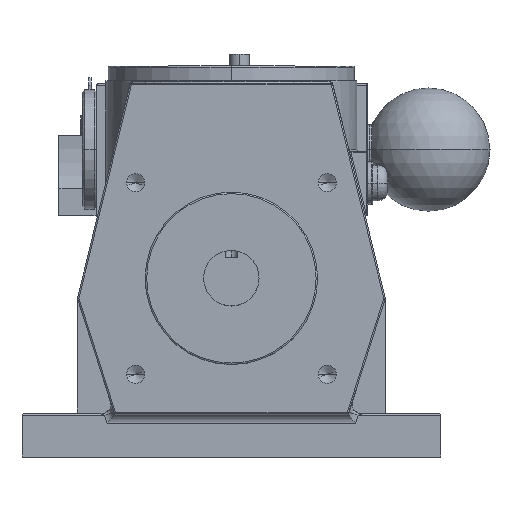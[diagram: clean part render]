
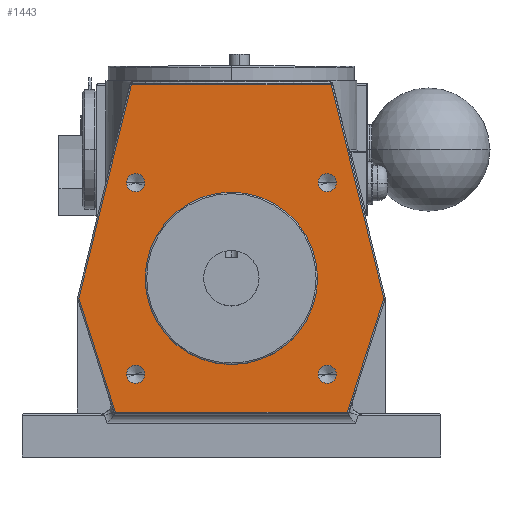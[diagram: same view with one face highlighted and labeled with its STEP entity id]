
A CAD part, top view. The second image highlights one B-rep face of the part: STEP entity #1443.
In plain terms, the highlighted planar face has unit normal (0, 0, 1).
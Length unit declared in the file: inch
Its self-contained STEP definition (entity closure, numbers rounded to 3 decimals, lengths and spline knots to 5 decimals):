
#2 = AXIS2_PLACEMENT_3D ( 'NONE', #10221, #10232, #10233 ) ;
#251 = VERTEX_POINT ( 'NONE', #4505 ) ;
#252 = VERTEX_POINT ( 'NONE', #4506 ) ;
#255 = VERTEX_POINT ( 'NONE', #4509 ) ;
#256 = VERTEX_POINT ( 'NONE', #4510 ) ;
#259 = VERTEX_POINT ( 'NONE', #4513 ) ;
#260 = VERTEX_POINT ( 'NONE', #4514 ) ;
#263 = VERTEX_POINT ( 'NONE', #4517 ) ;
#264 = VERTEX_POINT ( 'NONE', #4518 ) ;
#265 = VERTEX_POINT ( 'NONE', #4519 ) ;
#266 = VERTEX_POINT ( 'NONE', #4520 ) ;
#494 = VERTEX_POINT ( 'NONE', #4748 ) ;
#495 = VERTEX_POINT ( 'NONE', #4749 ) ;
#496 = VERTEX_POINT ( 'NONE', #4750 ) ;
#497 = VERTEX_POINT ( 'NONE', #4751 ) ;
#498 = VERTEX_POINT ( 'NONE', #4752 ) ;
#499 = VERTEX_POINT ( 'NONE', #4753 ) ;
#677 = EDGE_CURVE ( 'NONE', #265, #266, #3185, .T. ) ;
#799 = EDGE_CURVE ( 'NONE', #251, #252, #5601, .T. ) ;
#806 = EDGE_CURVE ( 'NONE', #255, #256, #5611, .T. ) ;
#807 = EDGE_CURVE ( 'NONE', #259, #260, #5613, .T. ) ;
#811 = EDGE_CURVE ( 'NONE', #263, #264, #5619, .T. ) ;
#1443 = ADVANCED_FACE ( 'NONE', ( #6106, #9296, #9298, #9300, #6108, #6110 ), #9156, .T. ) ;
#1602 = EDGE_LOOP ( 'NONE', ( #2821, #2822, #2823, #2824, #2825, #2826 ) ) ;
#1603 = EDGE_LOOP ( 'NONE', ( #2827, #2828 ) ) ;
#1605 = EDGE_LOOP ( 'NONE', ( #2829, #2830 ) ) ;
#1606 = EDGE_LOOP ( 'NONE', ( #2831, #2832 ) ) ;
#1607 = EDGE_LOOP ( 'NONE', ( #2833, #2834 ) ) ;
#1608 = EDGE_LOOP ( 'NONE', ( #2835, #2836 ) ) ;
#2694 = EDGE_CURVE ( 'NONE', #496, #497, #9691, .T. ) ;
#2702 = EDGE_CURVE ( 'NONE', #499, #494, #9695, .T. ) ;
#2703 = EDGE_CURVE ( 'NONE', #266, #265, #9703, .T. ) ;
#2709 = EDGE_CURVE ( 'NONE', #498, #499, #9704, .T. ) ;
#2710 = EDGE_CURVE ( 'NONE', #264, #263, #9713, .T. ) ;
#2711 = EDGE_CURVE ( 'NONE', #260, #259, #9714, .T. ) ;
#2712 = EDGE_CURVE ( 'NONE', #256, #255, #9716, .T. ) ;
#2713 = EDGE_CURVE ( 'NONE', #252, #251, #9718, .T. ) ;
#2714 = EDGE_CURVE ( 'NONE', #495, #496, #9710, .T. ) ;
#2715 = EDGE_CURVE ( 'NONE', #494, #495, #9719, .T. ) ;
#2716 = EDGE_CURVE ( 'NONE', #497, #498, #9721, .T. ) ;
#2821 = ORIENTED_EDGE ( 'NONE', *, *, #2715, .T. ) ;
#2822 = ORIENTED_EDGE ( 'NONE', *, *, #2714, .T. ) ;
#2823 = ORIENTED_EDGE ( 'NONE', *, *, #2694, .T. ) ;
#2824 = ORIENTED_EDGE ( 'NONE', *, *, #2716, .T. ) ;
#2825 = ORIENTED_EDGE ( 'NONE', *, *, #2709, .T. ) ;
#2826 = ORIENTED_EDGE ( 'NONE', *, *, #2702, .T. ) ;
#2827 = ORIENTED_EDGE ( 'NONE', *, *, #2713, .F. ) ;
#2828 = ORIENTED_EDGE ( 'NONE', *, *, #799, .F. ) ;
#2829 = ORIENTED_EDGE ( 'NONE', *, *, #2712, .F. ) ;
#2830 = ORIENTED_EDGE ( 'NONE', *, *, #806, .F. ) ;
#2831 = ORIENTED_EDGE ( 'NONE', *, *, #2711, .F. ) ;
#2832 = ORIENTED_EDGE ( 'NONE', *, *, #807, .F. ) ;
#2833 = ORIENTED_EDGE ( 'NONE', *, *, #2710, .F. ) ;
#2834 = ORIENTED_EDGE ( 'NONE', *, *, #811, .F. ) ;
#2835 = ORIENTED_EDGE ( 'NONE', *, *, #677, .F. ) ;
#2836 = ORIENTED_EDGE ( 'NONE', *, *, #2703, .F. ) ;
#3185 = CIRCLE ( 'NONE', #3756, 1.75 ) ;
#3756 = AXIS2_PLACEMENT_3D ( 'NONE', #5191, #5193, #5194 ) ;
#3809 = AXIS2_PLACEMENT_3D ( 'NONE', #6137, #6138, #6139 ) ;
#3810 = AXIS2_PLACEMENT_3D ( 'NONE', #6117, #6118, #6119 ) ;
#3814 = AXIS2_PLACEMENT_3D ( 'NONE', #6122, #6135, #6136 ) ;
#3815 = AXIS2_PLACEMENT_3D ( 'NONE', #6147, #6148, #6149 ) ;
#4505 = CARTESIAN_POINT ( 'NONE',  ( 1.76054, 5.56954, 4.625 ) ) ;
#4506 = CARTESIAN_POINT ( 'NONE',  ( 2.12854, 5.56954, 4.625 ) ) ;
#4509 = CARTESIAN_POINT ( 'NONE',  ( -2.12854, 5.56954, 4.625 ) ) ;
#4510 = CARTESIAN_POINT ( 'NONE',  ( -1.76054, 5.56954, 4.625 ) ) ;
#4513 = CARTESIAN_POINT ( 'NONE',  ( -2.12854, 1.68046, 4.625 ) ) ;
#4514 = CARTESIAN_POINT ( 'NONE',  ( -1.76054, 1.68046, 4.625 ) ) ;
#4517 = CARTESIAN_POINT ( 'NONE',  ( 1.76054, 1.68046, 4.625 ) ) ;
#4518 = CARTESIAN_POINT ( 'NONE',  ( 2.12854, 1.68046, 4.625 ) ) ;
#4519 = CARTESIAN_POINT ( 'NONE',  ( 1.75, 3.625, 4.625 ) ) ;
#4520 = CARTESIAN_POINT ( 'NONE',  ( -1.75, 3.625, 4.625 ) ) ;
#4748 = CARTESIAN_POINT ( 'NONE',  ( 3.09385, 3.22605, 4.625 ) ) ;
#4749 = CARTESIAN_POINT ( 'NONE',  ( 2.02744, 7.5575, 4.625 ) ) ;
#4750 = CARTESIAN_POINT ( 'NONE',  ( -2.02744, 7.5575, 4.625 ) ) ;
#4751 = CARTESIAN_POINT ( 'NONE',  ( -3.09385, 3.22605, 4.625 ) ) ;
#4752 = CARTESIAN_POINT ( 'NONE',  ( -2.35308, 0.905, 4.625 ) ) ;
#4753 = CARTESIAN_POINT ( 'NONE',  ( 2.35308, 0.905, 4.625 ) ) ;
#5191 = CARTESIAN_POINT ( 'NONE',  ( 0., 3.625, 4.625 ) ) ;
#5193 = DIRECTION ( 'NONE',  ( 0., 0., 1. ) ) ;
#5194 = DIRECTION ( 'NONE',  ( 1., 0., 0. ) ) ;
#5601 = CIRCLE ( 'NONE', #3810, 0.184 ) ;
#5611 = CIRCLE ( 'NONE', #3814, 0.184 ) ;
#5613 = CIRCLE ( 'NONE', #3809, 0.184 ) ;
#5619 = CIRCLE ( 'NONE', #3815, 0.184 ) ;
#6106 = FACE_OUTER_BOUND ( 'NONE', #1602, .T. ) ;
#6108 = FACE_BOUND ( 'NONE', #1607, .T. ) ;
#6110 = FACE_BOUND ( 'NONE', #1608, .T. ) ;
#6117 = CARTESIAN_POINT ( 'NONE',  ( 1.94454, 5.56954, 4.625 ) ) ;
#6118 = DIRECTION ( 'NONE',  ( 0., 0., 1. ) ) ;
#6119 = DIRECTION ( 'NONE',  ( 1., 0., 0. ) ) ;
#6122 = CARTESIAN_POINT ( 'NONE',  ( -1.94454, 5.56954, 4.625 ) ) ;
#6135 = DIRECTION ( 'NONE',  ( 0., 0., 1. ) ) ;
#6136 = DIRECTION ( 'NONE',  ( 1., 0., 0. ) ) ;
#6137 = CARTESIAN_POINT ( 'NONE',  ( -1.94454, 1.68046, 4.625 ) ) ;
#6138 = DIRECTION ( 'NONE',  ( 0., 0., 1. ) ) ;
#6139 = DIRECTION ( 'NONE',  ( 1., 0., 0. ) ) ;
#6147 = CARTESIAN_POINT ( 'NONE',  ( 1.94454, 1.68046, 4.625 ) ) ;
#6148 = DIRECTION ( 'NONE',  ( 0., 0., 1. ) ) ;
#6149 = DIRECTION ( 'NONE',  ( 1., 0., 0. ) ) ;
#7082 = AXIS2_PLACEMENT_3D ( 'NONE', #9152, #9159, #9160 ) ;
#9152 = CARTESIAN_POINT ( 'NONE',  ( 2.32448, 6.47649, 4.625 ) ) ;
#9156 = PLANE ( 'NONE',  #7082 ) ;
#9159 = DIRECTION ( 'NONE',  ( 0., 0., 1. ) ) ;
#9160 = DIRECTION ( 'NONE',  ( 1., 0., 0. ) ) ;
#9296 = FACE_BOUND ( 'NONE', #1603, .T. ) ;
#9298 = FACE_BOUND ( 'NONE', #1605, .T. ) ;
#9300 = FACE_BOUND ( 'NONE', #1606, .T. ) ;
#9691 = LINE ( 'NONE', #10210, #9692 ) ;
#9692 = VECTOR ( 'NONE', #10211, 39.37008 ) ;
#9695 = LINE ( 'NONE', #10229, #9700 ) ;
#9700 = VECTOR ( 'NONE', #10230, 39.37008 ) ;
#9703 = CIRCLE ( 'NONE', #2, 1.75 ) ;
#9704 = LINE ( 'NONE', #10249, #9708 ) ;
#9708 = VECTOR ( 'NONE', #10250, 39.37008 ) ;
#9710 = LINE ( 'NONE', #10263, #9715 ) ;
#9713 = CIRCLE ( 'NONE', #10354, 0.184 ) ;
#9714 = CIRCLE ( 'NONE', #10353, 0.184 ) ;
#9715 = VECTOR ( 'NONE', #10264, 39.37008 ) ;
#9716 = CIRCLE ( 'NONE', #10355, 0.184 ) ;
#9718 = CIRCLE ( 'NONE', #10356, 0.184 ) ;
#9719 = LINE ( 'NONE', #10265, #9720 ) ;
#9720 = VECTOR ( 'NONE', #10266, 39.37008 ) ;
#9721 = LINE ( 'NONE', #10267, #9722 ) ;
#9722 = VECTOR ( 'NONE', #10268, 39.37008 ) ;
#10210 = CARTESIAN_POINT ( 'NONE',  ( -2.02966, 7.54848, 4.625 ) ) ;
#10211 = DIRECTION ( 'NONE',  ( -0.239, -0.971, 0. ) ) ;
#10221 = CARTESIAN_POINT ( 'NONE',  ( 0., 3.625, 4.625 ) ) ;
#10229 = CARTESIAN_POINT ( 'NONE',  ( 3.09642, 3.23412, 4.625 ) ) ;
#10230 = DIRECTION ( 'NONE',  ( 0.304, 0.953, 0. ) ) ;
#10232 = DIRECTION ( 'NONE',  ( 0., 0., 1. ) ) ;
#10233 = DIRECTION ( 'NONE',  ( 1., 0., 0. ) ) ;
#10243 = CARTESIAN_POINT ( 'NONE',  ( 1.94454, 1.68046, 4.625 ) ) ;
#10246 = CARTESIAN_POINT ( 'NONE',  ( -1.94454, 1.68046, 4.625 ) ) ;
#10249 = CARTESIAN_POINT ( 'NONE',  ( 2.375, 0.905, 4.625 ) ) ;
#10250 = DIRECTION ( 'NONE',  ( 1., 0., 0. ) ) ;
#10251 = CARTESIAN_POINT ( 'NONE',  ( -1.94454, 5.56954, 4.625 ) ) ;
#10252 = DIRECTION ( 'NONE',  ( 0., 0., 1. ) ) ;
#10253 = DIRECTION ( 'NONE',  ( 1., 0., 0. ) ) ;
#10254 = CARTESIAN_POINT ( 'NONE',  ( 1.94454, 5.56954, 4.625 ) ) ;
#10255 = DIRECTION ( 'NONE',  ( 0., 0., 1. ) ) ;
#10256 = DIRECTION ( 'NONE',  ( 1., 0., 0. ) ) ;
#10258 = DIRECTION ( 'NONE',  ( 0., 0., 1. ) ) ;
#10259 = DIRECTION ( 'NONE',  ( 1., 0., 0. ) ) ;
#10261 = DIRECTION ( 'NONE',  ( 0., 0., 1. ) ) ;
#10262 = DIRECTION ( 'NONE',  ( 1., 0., 0. ) ) ;
#10263 = CARTESIAN_POINT ( 'NONE',  ( 2.32448, 7.5575, 4.625 ) ) ;
#10264 = DIRECTION ( 'NONE',  ( -1., 0., 0. ) ) ;
#10265 = CARTESIAN_POINT ( 'NONE',  ( 2.29535, 6.46932, 4.625 ) ) ;
#10266 = DIRECTION ( 'NONE',  ( -0.239, 0.971, 0. ) ) ;
#10267 = CARTESIAN_POINT ( 'NONE',  ( -2.34642, 0.88412, 4.625 ) ) ;
#10268 = DIRECTION ( 'NONE',  ( 0.304, -0.953, 0. ) ) ;
#10353 = AXIS2_PLACEMENT_3D ( 'NONE', #10246, #10255, #10256 ) ;
#10354 = AXIS2_PLACEMENT_3D ( 'NONE', #10243, #10252, #10253 ) ;
#10355 = AXIS2_PLACEMENT_3D ( 'NONE', #10251, #10258, #10259 ) ;
#10356 = AXIS2_PLACEMENT_3D ( 'NONE', #10254, #10261, #10262 ) ;
